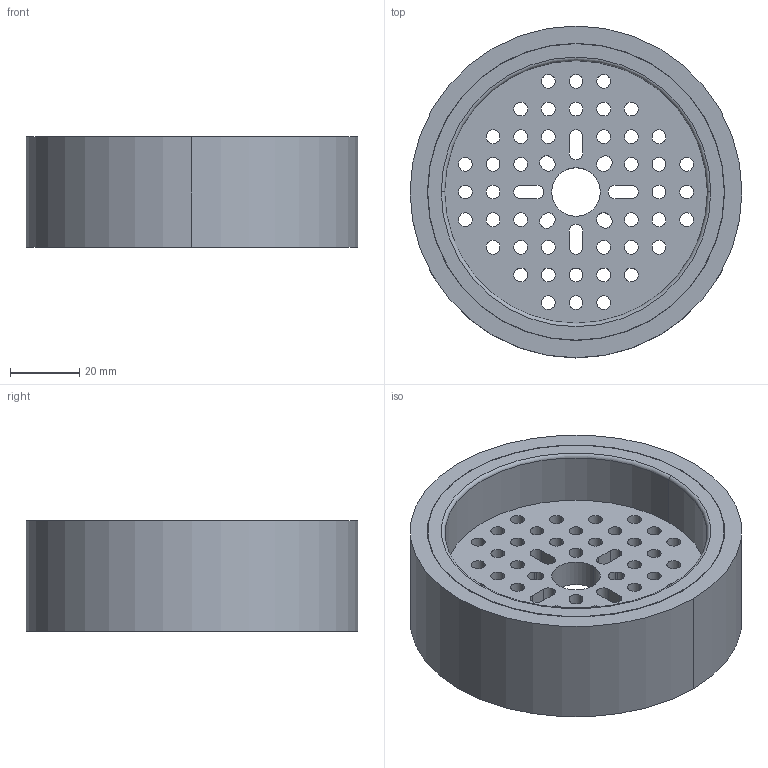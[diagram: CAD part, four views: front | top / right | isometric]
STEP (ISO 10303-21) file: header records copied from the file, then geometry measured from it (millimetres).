
FILE_DESCRIPTION (( 'STEP AP203' ), '1' );
FILE_NAME ('3601-0014-0096 part.STEP', '2018-04-17T15:48:42', ( '' ), ( '' ), 'SwSTEP 2.0', 'SolidWorks 2016', '' );
FILE_SCHEMA (( 'CONFIG_CONTROL_DESIGN' ));
Length unit declared in the file: millimetre
Products named in the file (1): 3601-0014-0096 part
Bounding box: 96 x 96 x 32 mm (x, y, z)
Volume: 115497.3 mm3; surface area: 33875.1 mm2
Topology: 1 solids, 1 shells, 152 faces, 434 edges, 288 vertices
Faces by surface type: cylinder 122, plane 22, torus 8
Entity records: 5399 total; most frequent: DIRECTION 1004, CARTESIAN_POINT 875, ORIENTED_EDGE 868, EDGE_CURVE 434, AXIS2_PLACEMENT_3D 417, VERTEX_POINT 288, CIRCLE 264, EDGE_LOOP 262
